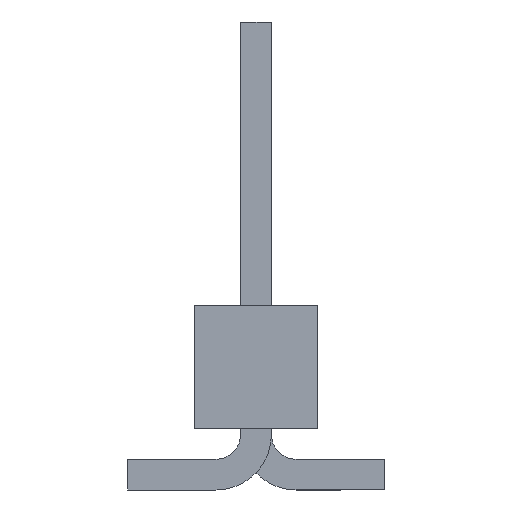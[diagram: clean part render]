
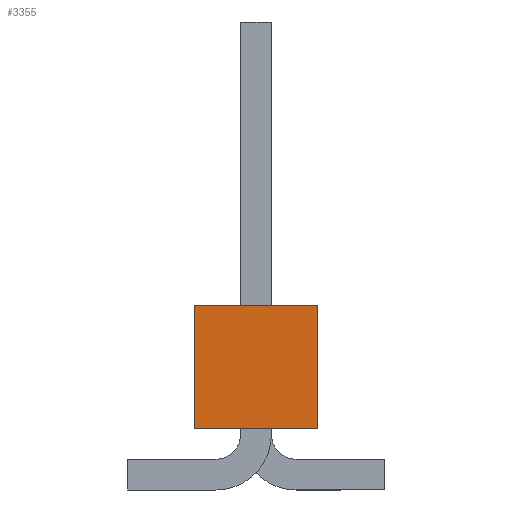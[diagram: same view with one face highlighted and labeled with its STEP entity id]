
A CAD part, left-side view. The second image highlights one B-rep face of the part: STEP entity #3355.
In plain terms, the highlighted planar face has unit normal (-1, 0, 0).
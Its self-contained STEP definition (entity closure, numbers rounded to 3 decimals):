
#542 = VERTEX_POINT('',#543);
#543 = CARTESIAN_POINT('',(-17.78,1.27,-1.27));
#549 = EDGE_CURVE('',#542,#550,#552,.T.);
#550 = VERTEX_POINT('',#551);
#551 = CARTESIAN_POINT('',(-17.78,1.27,1.27));
#552 = LINE('',#553,#554);
#553 = CARTESIAN_POINT('',(-17.78,1.27,-1.27));
#554 = VECTOR('',#555,1.);
#555 = DIRECTION('',(0.,0.,1.));
#2714 = VERTEX_POINT('',#2715);
#2715 = CARTESIAN_POINT('',(-17.78,-1.27,1.27));
#2721 = EDGE_CURVE('',#2722,#2714,#2724,.T.);
#2722 = VERTEX_POINT('',#2723);
#2723 = CARTESIAN_POINT('',(-17.78,-1.27,-1.27));
#2724 = LINE('',#2725,#2726);
#2725 = CARTESIAN_POINT('',(-17.78,-1.27,-1.27));
#2726 = VECTOR('',#2727,1.);
#2727 = DIRECTION('',(0.,0.,1.));
#2750 = EDGE_CURVE('',#542,#2722,#2751,.T.);
#2751 = LINE('',#2752,#2753);
#2752 = CARTESIAN_POINT('',(-17.78,1.27,-1.27));
#2753 = VECTOR('',#2754,1.);
#2754 = DIRECTION('',(0.,-1.,0.));
#3344 = EDGE_CURVE('',#550,#2714,#3345,.T.);
#3345 = LINE('',#3346,#3347);
#3346 = CARTESIAN_POINT('',(-17.78,1.27,1.27));
#3347 = VECTOR('',#3348,1.);
#3348 = DIRECTION('',(0.,-1.,0.));
#3355 = ADVANCED_FACE('',(#3356),#3362,.F.);
#3356 = FACE_BOUND('',#3357,.T.);
#3357 = EDGE_LOOP('',(#3358,#3359,#3360,#3361));
#3358 = ORIENTED_EDGE('',*,*,#2721,.T.);
#3359 = ORIENTED_EDGE('',*,*,#3344,.F.);
#3360 = ORIENTED_EDGE('',*,*,#549,.F.);
#3361 = ORIENTED_EDGE('',*,*,#2750,.T.);
#3362 = PLANE('',#3363);
#3363 = AXIS2_PLACEMENT_3D('',#3364,#3365,#3366);
#3364 = CARTESIAN_POINT('',(-17.78,1.27,-1.27));
#3365 = DIRECTION('',(1.,0.,0.));
#3366 = DIRECTION('',(0.,0.,-1.));
